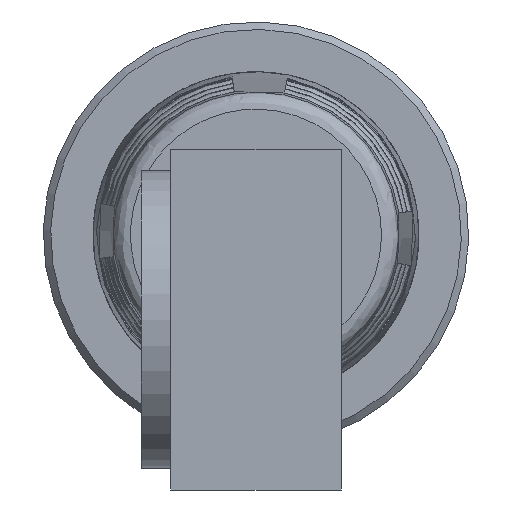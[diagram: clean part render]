
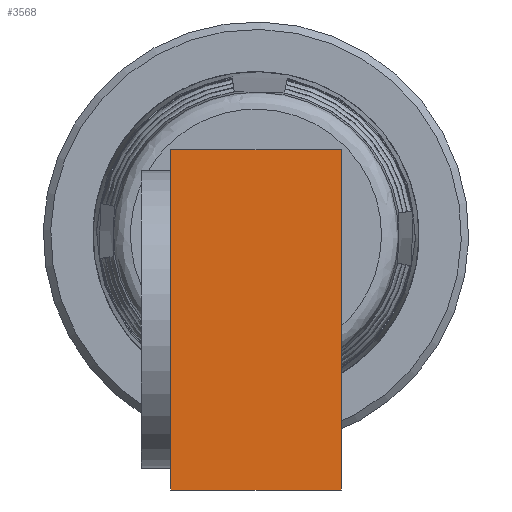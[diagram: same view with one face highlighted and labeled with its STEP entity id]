
A CAD part, left-side view. The second image highlights one B-rep face of the part: STEP entity #3568.
In plain terms, the highlighted planar face has unit normal (-1, 0, 0).
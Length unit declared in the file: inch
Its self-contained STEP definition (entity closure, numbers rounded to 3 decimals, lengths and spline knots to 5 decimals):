
#912 = EDGE_CURVE ( 'NONE', #4114, #4585, #10676, .T. ) ;
#1089 = CARTESIAN_POINT ( 'NONE',  ( 0., 0.07874, 0.07874 ) ) ;
#2132 = DIRECTION ( 'NONE',  ( 0., -1., 0. ) ) ;
#2163 = VECTOR ( 'NONE', #2132, 39.37008 ) ;
#2376 = CARTESIAN_POINT ( 'NONE',  ( 0., -0.07874, 0.07874 ) ) ;
#3139 = CARTESIAN_POINT ( 'NONE',  ( 0., 0.07874, 0.07874 ) ) ;
#3568 = ADVANCED_FACE ( 'NONE', ( #7246 ), #5366, .F. ) ;
#3662 = EDGE_CURVE ( 'NONE', #4585, #8532, #10133, .T. ) ;
#3954 = ORIENTED_EDGE ( 'NONE', *, *, #4213, .F. ) ;
#4114 = VERTEX_POINT ( 'NONE', #7288 ) ;
#4213 = EDGE_CURVE ( 'NONE', #6424, #8532, #10017, .T. ) ;
#4403 = ORIENTED_EDGE ( 'NONE', *, *, #912, .T. ) ;
#4585 = VERTEX_POINT ( 'NONE', #7870 ) ;
#5366 = PLANE ( 'NONE',  #7451 ) ;
#5653 = ORIENTED_EDGE ( 'NONE', *, *, #8472, .F. ) ;
#6424 = VERTEX_POINT ( 'NONE', #3139 ) ;
#6499 = DIRECTION ( 'NONE',  ( 1., 0., 0. ) ) ;
#6802 = VECTOR ( 'NONE', #7991, 39.37008 ) ;
#6857 = CARTESIAN_POINT ( 'NONE',  ( 0., 0., -0.23622 ) ) ;
#7036 = CARTESIAN_POINT ( 'NONE',  ( 0., 0., 0.07874 ) ) ;
#7246 = FACE_OUTER_BOUND ( 'NONE', #7587, .T. ) ;
#7288 = CARTESIAN_POINT ( 'NONE',  ( 0., 0.07874, -0.23622 ) ) ;
#7370 = CARTESIAN_POINT ( 'NONE',  ( 0., 0.07874, 0.07874 ) ) ;
#7451 = AXIS2_PLACEMENT_3D ( 'NONE', #7370, #6499, #11244 ) ;
#7587 = EDGE_LOOP ( 'NONE', ( #7954, #3954, #5653, #4403 ) ) ;
#7634 = DIRECTION ( 'NONE',  ( 0., -1., 0. ) ) ;
#7870 = CARTESIAN_POINT ( 'NONE',  ( 0., -0.07874, -0.23622 ) ) ;
#7954 = ORIENTED_EDGE ( 'NONE', *, *, #3662, .T. ) ;
#7991 = DIRECTION ( 'NONE',  ( 0., 0., 1. ) ) ;
#8472 = EDGE_CURVE ( 'NONE', #4114, #6424, #11800, .T. ) ;
#8532 = VERTEX_POINT ( 'NONE', #11921 ) ;
#9187 = DIRECTION ( 'NONE',  ( 0., 0., 1. ) ) ;
#9527 = VECTOR ( 'NONE', #7634, 39.37008 ) ;
#10017 = LINE ( 'NONE', #7036, #2163 ) ;
#10133 = LINE ( 'NONE', #2376, #10737 ) ;
#10676 = LINE ( 'NONE', #6857, #9527 ) ;
#10737 = VECTOR ( 'NONE', #9187, 39.37008 ) ;
#11244 = DIRECTION ( 'NONE',  ( 0., 0., -1. ) ) ;
#11800 = LINE ( 'NONE', #1089, #6802 ) ;
#11921 = CARTESIAN_POINT ( 'NONE',  ( 0., -0.07874, 0.07874 ) ) ;
